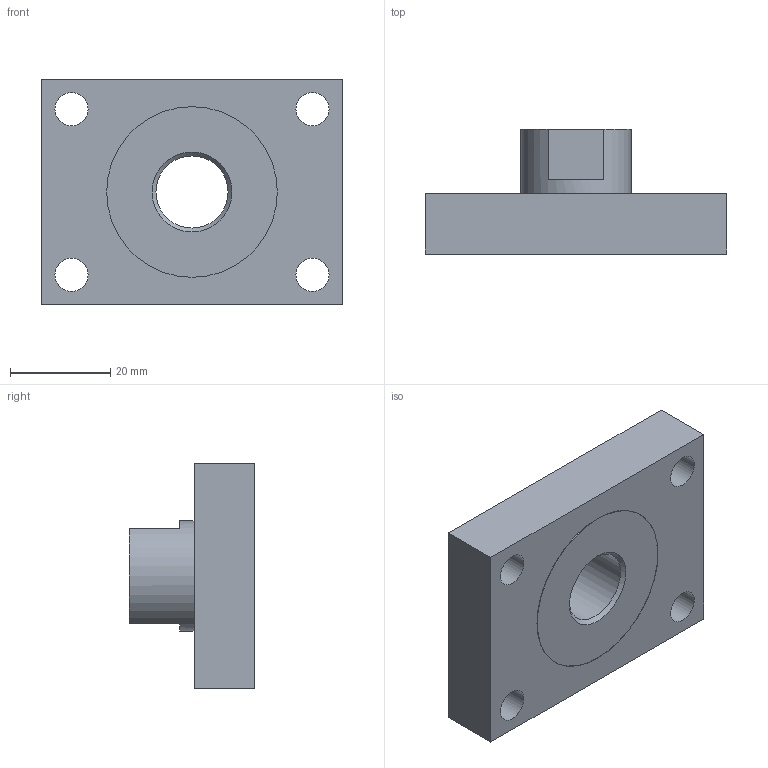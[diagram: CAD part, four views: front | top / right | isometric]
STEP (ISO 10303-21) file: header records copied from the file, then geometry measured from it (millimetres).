
FILE_DESCRIPTION(/* description */ (''),/* implementation_level */ '2;1');
FILE_NAME(/* name */ 'CAD_5231.stp',/* time_stamp */ '2016-06-08T16:37:06+02:00',/* author */ ('Hypex'),/* organization */ ('Hypex'),/* preprocessor_version */ 'ST-DEVELOPER v16.1',/* originating_system */ 'Autodesk Inventor 2016',/* authorisation */ '');
FILE_SCHEMA (('AUTOMOTIVE_DESIGN { 1 0 10303 214 3 1 1 }'));
Length unit declared in the file: millimetre
Products named in the file (1): CAD_5231
Bounding box: 60 x 25 x 45 mm (x, y, z)
Volume: 31437.2 mm3; surface area: 10296.3 mm2
Topology: 1 solids, 1 shells, 21 faces, 51 edges, 34 vertices
Faces by surface type: plane 12, cylinder 7, cone 2
Full cylindrical faces by diameter (mm): 6.6 x4, 14.376 x1, 22 x1, 34 x1
Entity records: 617 total; most frequent: DIRECTION 102, CARTESIAN_POINT 92, ORIENTED_EDGE 78, EDGE_LOOP 42, AXIS2_PLACEMENT_3D 41, EDGE_CURVE 39, VERTEX_POINT 31, STYLED_ITEM 22
